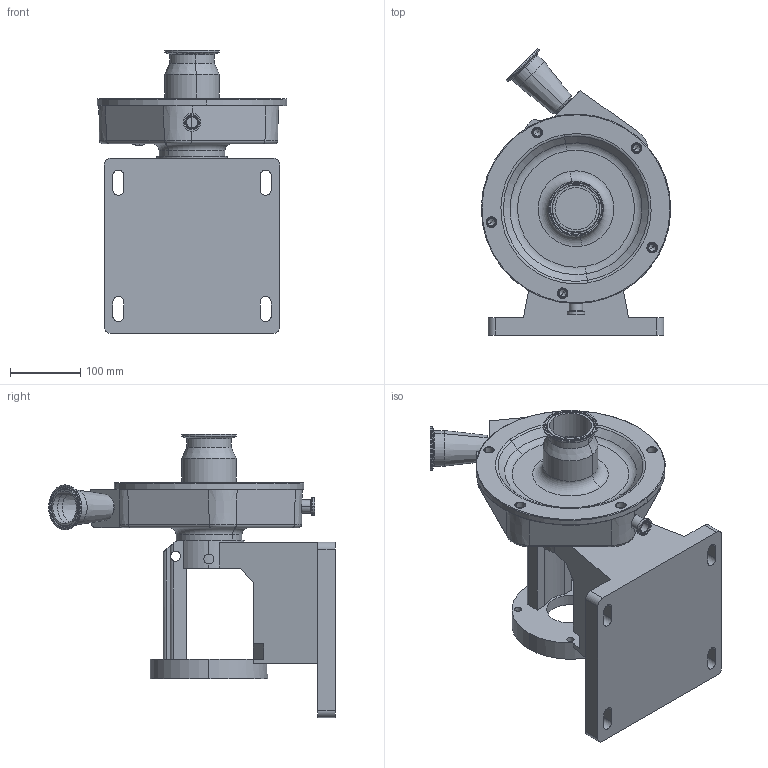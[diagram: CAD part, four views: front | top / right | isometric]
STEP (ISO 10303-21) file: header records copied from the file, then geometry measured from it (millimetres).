
FILE_DESCRIPTION (( 'STEP AP214' ), '1' );
FILE_NAME ('FP 1741 140TC 45L 3-4 IN STR DRAIN.STEP', '2023-02-13T20:35:58', ( '' ), ( '' ), 'SwSTEP 2.0', 'SolidWorks 2021', '' );
FILE_SCHEMA (( 'AUTOMOTIVE_DESIGN' ));
Length unit declared in the file: millimetre
Products named in the file (1): FP 1741 140TC 45L 3-4 IN STR DRAIN
Bounding box: 269.96 x 408.36 x 403.5 mm (x, y, z)
Volume: 6709827.6 mm3; surface area: 665786.4 mm2
Topology: 1 solids, 1 shells, 404 faces, 975 edges, 587 vertices
Faces by surface type: cylinder 147, plane 100, cone 88, torus 65, sphere 3, bspline 1
Entity records: 12523 total; most frequent: CARTESIAN_POINT 2759, DIRECTION 2237, ORIENTED_EDGE 1930, EDGE_CURVE 965, AXIS2_PLACEMENT_3D 906, VERTEX_POINT 587, CIRCLE 502, EDGE_LOOP 456
